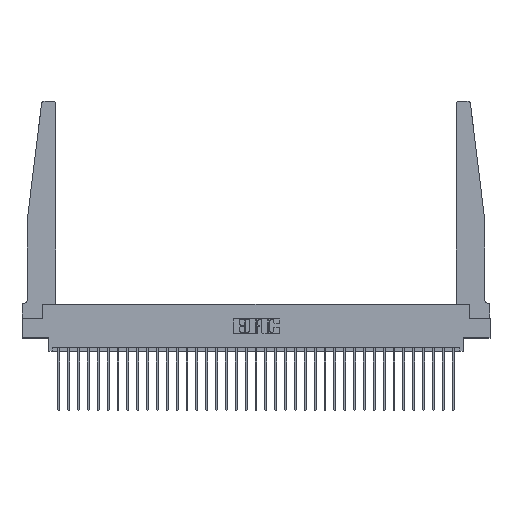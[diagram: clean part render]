
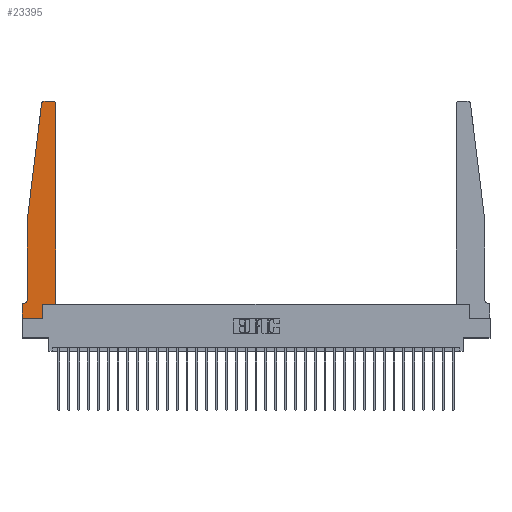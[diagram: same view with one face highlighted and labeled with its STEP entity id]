
A CAD part, top view. The second image highlights one B-rep face of the part: STEP entity #23395.
In plain terms, the highlighted planar face has unit normal (0, 0, 1).
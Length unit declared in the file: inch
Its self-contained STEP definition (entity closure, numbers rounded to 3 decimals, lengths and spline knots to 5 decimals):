
#90 = CARTESIAN_POINT ( 'NONE',  ( 0.27653, 2.75, 0.37 ) ) ;
#283 = ORIENTED_EDGE ( 'NONE', *, *, #13609, .T. ) ;
#412 = EDGE_CURVE ( 'NONE', #9860, #21422, #12337, .T. ) ;
#639 = EDGE_CURVE ( 'NONE', #17270, #25711, #22796, .T. ) ;
#876 = CARTESIAN_POINT ( 'NONE',  ( 0., 0.1875, 0.37 ) ) ;
#1074 = CIRCLE ( 'NONE', #31844, 0.03 ) ;
#1089 = DIRECTION ( 'NONE',  ( -0.122, -0.992, 0. ) ) ;
#1387 = CARTESIAN_POINT ( 'NONE',  ( 0.015, 0.2375, 0.37 ) ) ;
#1628 = CARTESIAN_POINT ( 'NONE',  ( 0.2605, 0., 0.37 ) ) ;
#2400 = CARTESIAN_POINT ( 'NONE',  ( 0.425, 2.72, 0.37 ) ) ;
#2586 = CARTESIAN_POINT ( 'NONE',  ( 0., 0., 0.37 ) ) ;
#2632 = CARTESIAN_POINT ( 'NONE',  ( 0.065, 0.2375, 0.37 ) ) ;
#2664 = VERTEX_POINT ( 'NONE', #21091 ) ;
#3105 = DIRECTION ( 'NONE',  ( 1., 0., 0. ) ) ;
#3222 = VECTOR ( 'NONE', #5112, 39.37008 ) ;
#3228 = VECTOR ( 'NONE', #29318, 39.37008 ) ;
#3335 = DIRECTION ( 'NONE',  ( 1., 0., 0. ) ) ;
#3398 = CIRCLE ( 'NONE', #22703, 0.05 ) ;
#3713 = CARTESIAN_POINT ( 'NONE',  ( 0.065, 1.25, 0.37 ) ) ;
#4132 = CARTESIAN_POINT ( 'NONE',  ( 0.395, 2.72, 0.37 ) ) ;
#4217 = DIRECTION ( 'NONE',  ( -1., 0., 0. ) ) ;
#4550 = CARTESIAN_POINT ( 'NONE',  ( 0., 0.1875, 0.37 ) ) ;
#4827 = DIRECTION ( 'NONE',  ( 0., 1., 0. ) ) ;
#5112 = DIRECTION ( 'NONE',  ( 0., -1., 0. ) ) ;
#5160 = VERTEX_POINT ( 'NONE', #5595 ) ;
#5526 = VECTOR ( 'NONE', #1089, 39.37008 ) ;
#5595 = CARTESIAN_POINT ( 'NONE',  ( 0.425, 0.18, 0.37 ) ) ;
#6275 = ORIENTED_EDGE ( 'NONE', *, *, #32020, .T. ) ;
#6737 = DIRECTION ( 'NONE',  ( 0., 0., 1. ) ) ;
#6900 = ORIENTED_EDGE ( 'NONE', *, *, #26202, .T. ) ;
#6925 = CARTESIAN_POINT ( 'NONE',  ( 0., 0., 0.37 ) ) ;
#6961 = CARTESIAN_POINT ( 'NONE',  ( 0.065, 1.25, 0.37 ) ) ;
#7126 = LINE ( 'NONE', #6961, #3228 ) ;
#7977 = ORIENTED_EDGE ( 'NONE', *, *, #29947, .T. ) ;
#8038 = ORIENTED_EDGE ( 'NONE', *, *, #14720, .T. ) ;
#8794 = LINE ( 'NONE', #29047, #9583 ) ;
#9583 = VECTOR ( 'NONE', #4217, 39.37008 ) ;
#9860 = VERTEX_POINT ( 'NONE', #1628 ) ;
#10605 = AXIS2_PLACEMENT_3D ( 'NONE', #4132, #6737, #14090 ) ;
#11164 = CARTESIAN_POINT ( 'NONE',  ( 0.065, 0.1875, 0.37 ) ) ;
#11675 = VERTEX_POINT ( 'NONE', #12900 ) ;
#12337 = LINE ( 'NONE', #29016, #16645 ) ;
#12532 = DIRECTION ( 'NONE',  ( 1., 0., 0. ) ) ;
#12549 = EDGE_CURVE ( 'NONE', #25711, #13159, #24241, .T. ) ;
#12753 = VECTOR ( 'NONE', #17142, 39.37008 ) ;
#12865 = CARTESIAN_POINT ( 'NONE',  ( 0.425, 0.18, 0.37 ) ) ;
#12900 = CARTESIAN_POINT ( 'NONE',  ( 0.24675, 2.72367, 0.37 ) ) ;
#13159 = VERTEX_POINT ( 'NONE', #23372 ) ;
#13266 = CARTESIAN_POINT ( 'NONE',  ( 0.065, 1.25, 0.37 ) ) ;
#13411 = VECTOR ( 'NONE', #25884, 39.37008 ) ;
#13609 = EDGE_CURVE ( 'NONE', #13159, #9860, #27248, .T. ) ;
#13886 = VERTEX_POINT ( 'NONE', #2400 ) ;
#13972 = DIRECTION ( 'NONE',  ( 0., 0., -1. ) ) ;
#14090 = DIRECTION ( 'NONE',  ( 1., 0., 0. ) ) ;
#14710 = VECTOR ( 'NONE', #3105, 39.37008 ) ;
#14720 = EDGE_CURVE ( 'NONE', #2664, #21077, #8794, .T. ) ;
#15374 = ORIENTED_EDGE ( 'NONE', *, *, #12549, .T. ) ;
#15381 = VERTEX_POINT ( 'NONE', #13266 ) ;
#15930 = ORIENTED_EDGE ( 'NONE', *, *, #25279, .T. ) ;
#16080 = ORIENTED_EDGE ( 'NONE', *, *, #412, .T. ) ;
#16131 = LINE ( 'NONE', #3713, #5526 ) ;
#16585 = DIRECTION ( 'NONE',  ( -1., 0., 0. ) ) ;
#16645 = VECTOR ( 'NONE', #4827, 39.37008 ) ;
#16881 = CIRCLE ( 'NONE', #10605, 0.03 ) ;
#17142 = DIRECTION ( 'NONE',  ( 0., 1., 0. ) ) ;
#17153 = ORIENTED_EDGE ( 'NONE', *, *, #27616, .T. ) ;
#17270 = VERTEX_POINT ( 'NONE', #28089 ) ;
#19335 = EDGE_CURVE ( 'NONE', #11675, #15381, #16131, .T. ) ;
#21077 = VERTEX_POINT ( 'NONE', #90 ) ;
#21091 = CARTESIAN_POINT ( 'NONE',  ( 0.395, 2.75, 0.37 ) ) ;
#21337 = ORIENTED_EDGE ( 'NONE', *, *, #639, .T. ) ;
#21422 = VERTEX_POINT ( 'NONE', #30247 ) ;
#22703 = AXIS2_PLACEMENT_3D ( 'NONE', #1387, #13972, #16585 ) ;
#22796 = LINE ( 'NONE', #11164, #13411 ) ;
#23372 = CARTESIAN_POINT ( 'NONE',  ( 0., 0., 0.37 ) ) ;
#23395 = ADVANCED_FACE ( 'NONE', ( #25700 ), #23909, .T. ) ;
#23755 = DIRECTION ( 'NONE',  ( 0., 0., 1. ) ) ;
#23909 = PLANE ( 'NONE',  #28643 ) ;
#24241 = LINE ( 'NONE', #6925, #3222 ) ;
#24505 = DIRECTION ( 'NONE',  ( 1., 0., 0. ) ) ;
#24982 = ORIENTED_EDGE ( 'NONE', *, *, #31244, .T. ) ;
#25279 = EDGE_CURVE ( 'NONE', #21077, #11675, #1074, .T. ) ;
#25483 = LINE ( 'NONE', #25642, #14710 ) ;
#25642 = CARTESIAN_POINT ( 'NONE',  ( 0.425, 0.18, 0.37 ) ) ;
#25700 = FACE_OUTER_BOUND ( 'NONE', #28622, .T. ) ;
#25701 = VECTOR ( 'NONE', #12532, 39.37008 ) ;
#25711 = VERTEX_POINT ( 'NONE', #4550 ) ;
#25884 = DIRECTION ( 'NONE',  ( -1., 0., 0. ) ) ;
#26202 = EDGE_CURVE ( 'NONE', #15381, #30082, #7126, .T. ) ;
#26967 = DIRECTION ( 'NONE',  ( 0., 0., 1. ) ) ;
#27248 = LINE ( 'NONE', #2586, #25701 ) ;
#27616 = EDGE_CURVE ( 'NONE', #21422, #5160, #25483, .T. ) ;
#28089 = CARTESIAN_POINT ( 'NONE',  ( 0.015, 0.1875, 0.37 ) ) ;
#28622 = EDGE_LOOP ( 'NONE', ( #8038, #15930, #29434, #6900, #6275, #21337, #15374, #283, #16080, #17153, #24982, #7977 ) ) ;
#28643 = AXIS2_PLACEMENT_3D ( 'NONE', #876, #23755, #3335 ) ;
#29016 = CARTESIAN_POINT ( 'NONE',  ( 0.2605, 0.18, 0.37 ) ) ;
#29047 = CARTESIAN_POINT ( 'NONE',  ( 0.25, 2.75, 0.37 ) ) ;
#29318 = DIRECTION ( 'NONE',  ( 0., -1., 0. ) ) ;
#29434 = ORIENTED_EDGE ( 'NONE', *, *, #19335, .T. ) ;
#29564 = CARTESIAN_POINT ( 'NONE',  ( 0.27653, 2.72, 0.37 ) ) ;
#29947 = EDGE_CURVE ( 'NONE', #13886, #2664, #16881, .T. ) ;
#30082 = VERTEX_POINT ( 'NONE', #2632 ) ;
#30247 = CARTESIAN_POINT ( 'NONE',  ( 0.2605, 0.18, 0.37 ) ) ;
#30320 = LINE ( 'NONE', #12865, #12753 ) ;
#31244 = EDGE_CURVE ( 'NONE', #5160, #13886, #30320, .T. ) ;
#31844 = AXIS2_PLACEMENT_3D ( 'NONE', #29564, #26967, #24505 ) ;
#32020 = EDGE_CURVE ( 'NONE', #30082, #17270, #3398, .T. ) ;
